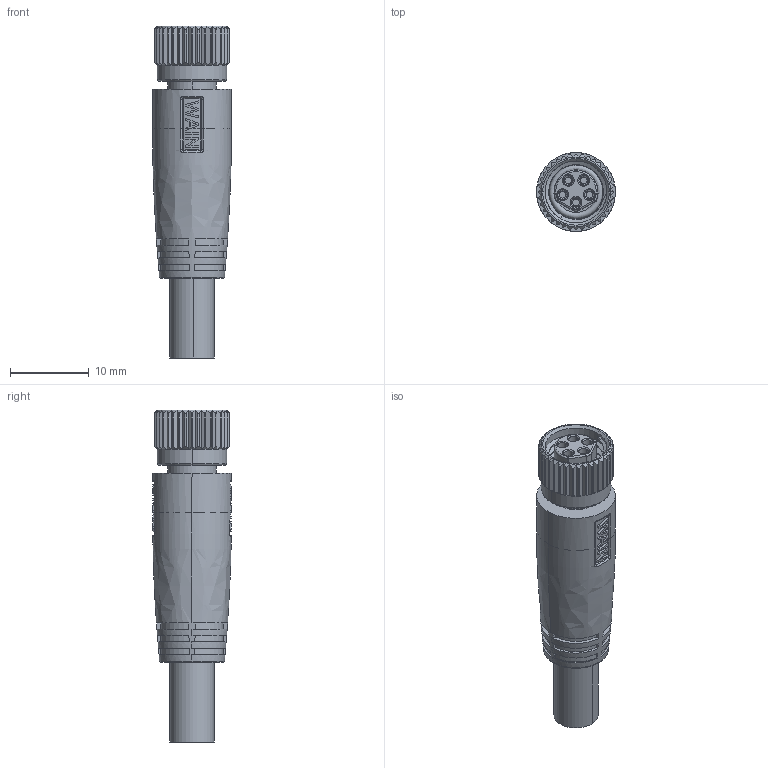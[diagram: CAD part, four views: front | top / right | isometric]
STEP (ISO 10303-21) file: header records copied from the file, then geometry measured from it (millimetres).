
FILE_DESCRIPTION(/* description */ (''),/* implementation_level */ '2;1');
FILE_NAME(/* name */ '3D-M8-F05B-T-L-PUR.stp',/* time_stamp */ '2023-08-11T09:48:03+08:00',/* author */ (''),/* organization */ (''),/* preprocessor_version */ 'ST-DEVELOPER v18.1',/* originating_system */ 'SIEMENS PLM Software NX 1980',/* authorisation */ '');
FILE_SCHEMA (('AUTOMOTIVE_DESIGN { 1 0 10303 214 3 1 1 1 }'));
Length unit declared in the file: millimetre
Products named in the file (1): 3D-M8-F05B-T-L-PUR
Bounding box: 10 x 10 x 42.09 mm (x, y, z)
Volume: 2268.6 mm3; surface area: 1880.4 mm2
Topology: 1 solids, 2 shells, 492 faces, 1267 edges, 820 vertices
Faces by surface type: plane 248, cylinder 133, cone 52, torus 42, bspline 13, revolution 2, sphere 2
Entity records: 16392 total; most frequent: CARTESIAN_POINT 5171, ORIENTED_EDGE 2528, DIRECTION 2014, EDGE_CURVE 1264, VERTEX_POINT 819, AXIS2_PLACEMENT_3D 790, EDGE_LOOP 534, B_SPLINE_CURVE_WITH_KNOTS 520
